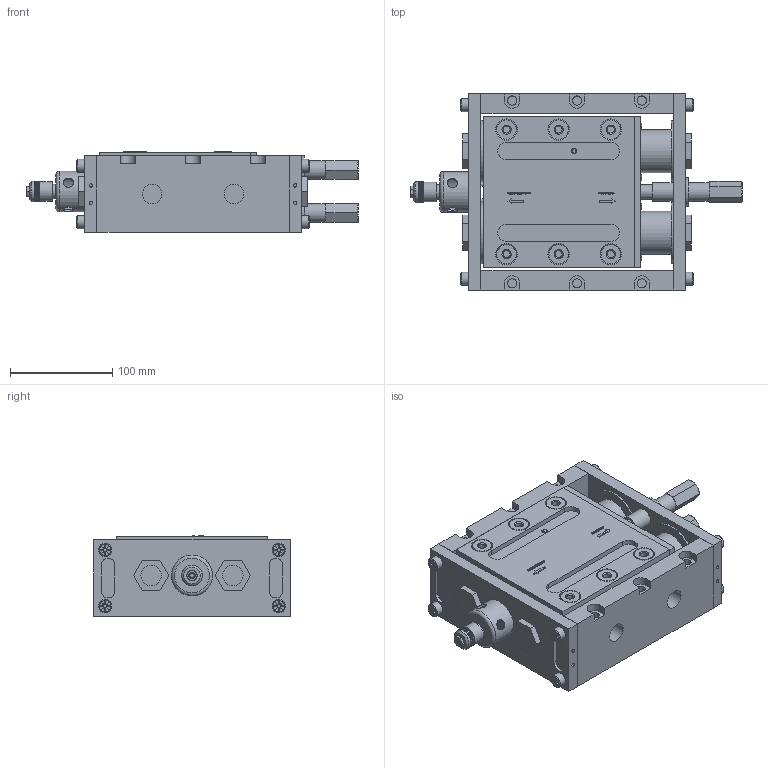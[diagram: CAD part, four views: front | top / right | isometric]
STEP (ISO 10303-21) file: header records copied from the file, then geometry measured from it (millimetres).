
FILE_DESCRIPTION(('STEP AP214'),'1');
FILE_NAME('TP140.stp','2016-12-09T11:47:36',(' '),(' '),'Spatial InterOp 3D',' ',' ');
FILE_SCHEMA(('automotive_design'));
Length unit declared in the file: millimetre
Products named in the file (60): Assembly1; Part49; Bolt : Hex - M12,0 x 30,0; Part59; Screw : Socket - M8,0 x 25,0; Part66; Part67; Part78; Nut : Standard - M6,0 x 77,47; Bolt : Hex - M6,0 x 12,0; Part88; Part111; Part113; Part114; Part115; Part127; Part131; Part132; Part142; Part150; Part82; Part125; Text1760
Assembly tree (59 placements, depth 2):
  Assembly1
    Part49
    Part49
    Bolt : Hex - M12,0 x 30,0
    Part59
    Screw : Socket - M8,0 x 25,0
    Screw : Socket - M8,0 x 25,0
    Screw : Socket - M8,0 x 25,0
    Screw : Socket - M8,0 x 25,0
    Part66
    Part67
    Part66
    Screw : Socket - M8,0 x 25,0
    Screw : Socket - M8,0 x 25,0
    Screw : Socket - M8,0 x 25,0
    Screw : Socket - M8,0 x 25,0
    Part78
    Nut : Standard - M6,0 x 77,47
    Bolt : Hex - M6,0 x 12,0
    Part88
    Part67
    Part66
    Part66
    Part111
    Part113
    Part114
    Part115
    Part115
    Part114
    Part113
    Part114
    Part115
    Part115
    Part114
    Part127
    Part127
    Part59
    Part131
    Part132
    Part142
    Part142
    Part142
    Part142
    Part142
    Part142
    Part142
    Part142
    Part150
    Part82
    Part82
    Part82
    Part82
    Part82
    Part82
    Bolt : Hex - M12,0 x 30,0
    Part150
    Part125
    Part125
    Text1760
    Text1760
Bounding box: 325 x 192 x 79 mm (x, y, z)
Volume: 3136557.9 mm3; surface area: 439448.1 mm2
Topology: 91 solids, 91 shells, 2743 faces, 7266 edges, 4780 vertices
Faces by surface type: plane 2378, cylinder 268, cone 80, torus 9, sphere 8
Full cylindrical faces by diameter (mm): 3.3 x8, 4 x2, 5 x17, 6 x1, 6.839 x1, 7 x6, 8 x8, 8.5 x1, 9 x6, 10 x12, 11 x8, 12.85 x8, 14 x3, 18 x4, 19 x10, 19.5 x1, 20 x9, 21 x6, 25 x1, 28 x2, 36 x1, 40 x1, 42 x6, 60 x4
Entity records: 106808 total; most frequent: CARTESIAN_POINT 15838, ORIENTED_EDGE 14078, DIRECTION 13431, EDGE_CURVE 7039, LINE 6029, VECTOR 6029, VERTEX_POINT 4740, AXIS2_PLACEMENT_3D 3701
